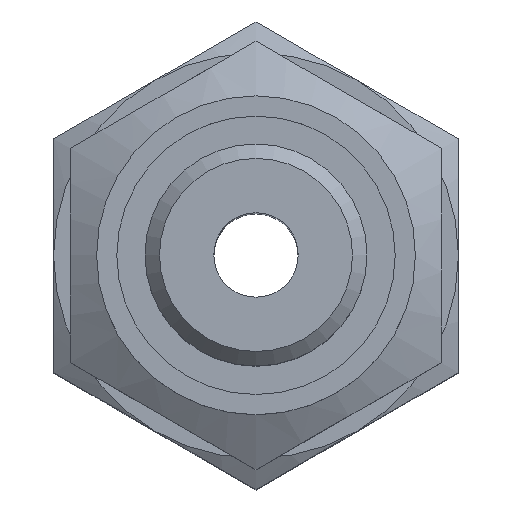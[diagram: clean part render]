
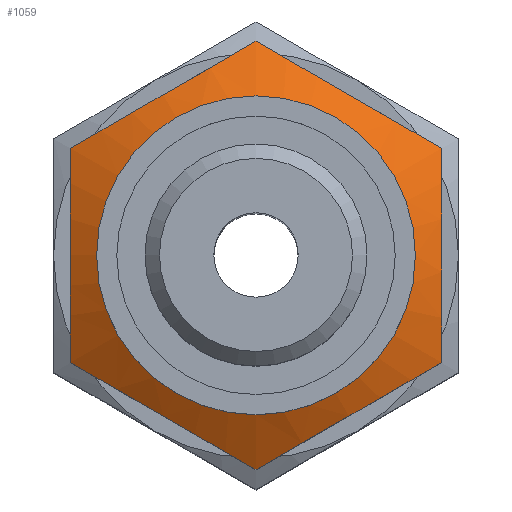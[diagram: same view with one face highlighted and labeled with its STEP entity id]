
A CAD part, top view. The second image highlights one B-rep face of the part: STEP entity #1059.
In plain terms, the highlighted conical face has half-angle 60 degrees and reference radius 12.702 mm.
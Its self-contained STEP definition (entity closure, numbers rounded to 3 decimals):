
#103=CIRCLE('',#1147,9.45);
#206=ORIENTED_EDGE('',*,*,#361,.T.);
#207=ORIENTED_EDGE('',*,*,#362,.F.);
#208=ORIENTED_EDGE('',*,*,#363,.F.);
#209=ORIENTED_EDGE('',*,*,#364,.F.);
#210=ORIENTED_EDGE('',*,*,#365,.F.);
#211=ORIENTED_EDGE('',*,*,#366,.F.);
#212=ORIENTED_EDGE('',*,*,#367,.F.);
#361=EDGE_CURVE('',#435,#435,#103,.T.);
#362=EDGE_CURVE('',#436,#437,#485,.T.);
#363=EDGE_CURVE('',#438,#436,#486,.T.);
#364=EDGE_CURVE('',#439,#438,#487,.T.);
#365=EDGE_CURVE('',#440,#439,#488,.T.);
#366=EDGE_CURVE('',#441,#440,#489,.T.);
#367=EDGE_CURVE('',#437,#441,#490,.T.);
#435=VERTEX_POINT('',#1625);
#436=VERTEX_POINT('',#1633);
#437=VERTEX_POINT('',#1634);
#438=VERTEX_POINT('',#1641);
#439=VERTEX_POINT('',#1648);
#440=VERTEX_POINT('',#1656);
#441=VERTEX_POINT('',#1663);
#485=B_SPLINE_CURVE_WITH_KNOTS('',3,(#1626,#1627,#1628,#1629,#1630,#1631,
#1632),.UNSPECIFIED.,.F.,.F.,(4,1,1,1,4),(0.014,0.017,
0.02,0.024,0.027),.UNSPECIFIED.);
#486=B_SPLINE_CURVE_WITH_KNOTS('',3,(#1635,#1636,#1637,#1638,#1639,#1640),
 .UNSPECIFIED.,.F.,.F.,(4,1,1,4),(0.,0.006,
0.01,0.013),.UNSPECIFIED.);
#487=B_SPLINE_CURVE_WITH_KNOTS('',3,(#1642,#1643,#1644,#1645,#1646,#1647),
 .UNSPECIFIED.,.F.,.F.,(4,1,1,4),(0.,0.006,
0.01,0.013),.UNSPECIFIED.);
#488=B_SPLINE_CURVE_WITH_KNOTS('',3,(#1649,#1650,#1651,#1652,#1653,#1654,
#1655),.UNSPECIFIED.,.F.,.F.,(4,1,1,1,4),(0.014,0.017,
0.02,0.024,0.027),.UNSPECIFIED.);
#489=B_SPLINE_CURVE_WITH_KNOTS('',3,(#1657,#1658,#1659,#1660,#1661,#1662),
 .UNSPECIFIED.,.F.,.F.,(4,1,1,4),(0.,0.006,
0.01,0.013),.UNSPECIFIED.);
#490=B_SPLINE_CURVE_WITH_KNOTS('',3,(#1664,#1665,#1666,#1667,#1668,#1669),
 .UNSPECIFIED.,.F.,.F.,(4,1,1,4),(0.,0.006,
0.01,0.013),.UNSPECIFIED.);
#535=EDGE_LOOP('',(#206));
#536=EDGE_LOOP('',(#207,#208,#209,#210,#211,#212));
#609=FACE_BOUND('',#535,.T.);
#610=FACE_BOUND('',#536,.T.);
#661=CONICAL_SURFACE('',#1146,12.702,1.047);
#1059=ADVANCED_FACE('',(#609,#610),#661,.T.);
#1146=AXIS2_PLACEMENT_3D('',#1623,#1299,#1300);
#1147=AXIS2_PLACEMENT_3D('',#1624,#1301,#1302);
#1299=DIRECTION('',(0.,0.,-1.));
#1300=DIRECTION('',(-1.,0.,0.));
#1301=DIRECTION('',(0.,0.,-1.));
#1302=DIRECTION('',(-1.,0.,0.));
#1623=CARTESIAN_POINT('',(0.,0.,-3.854));
#1624=CARTESIAN_POINT('',(0.,0.,-1.977));
#1625=CARTESIAN_POINT('',(-9.45,0.,-1.977));
#1626=CARTESIAN_POINT('',(-11.,-6.351,-3.854));
#1627=CARTESIAN_POINT('',(-11.,-5.317,-3.555));
#1628=CARTESIAN_POINT('',(-11.,-3.234,-3.061));
#1629=CARTESIAN_POINT('',(-11.,-0.003,-2.777));
#1630=CARTESIAN_POINT('',(-11.,3.236,-3.061));
#1631=CARTESIAN_POINT('',(-11.,5.317,-3.556));
#1632=CARTESIAN_POINT('',(-11.,6.351,-3.854));
#1633=CARTESIAN_POINT('',(-11.,-6.351,-3.854));
#1634=CARTESIAN_POINT('',(-11.,6.351,-3.854));
#1635=CARTESIAN_POINT('',(0.,-12.702,-3.854));
#1636=CARTESIAN_POINT('',(-1.796,-11.665,-3.255));
#1637=CARTESIAN_POINT('',(-4.546,-10.077,-2.682));
#1638=CARTESIAN_POINT('',(-8.293,-7.914,-3.059));
#1639=CARTESIAN_POINT('',(-10.101,-6.87,-3.554));
#1640=CARTESIAN_POINT('',(-11.,-6.351,-3.854));
#1641=CARTESIAN_POINT('',(0.,-12.702,-3.854));
#1642=CARTESIAN_POINT('',(11.,-6.351,-3.854));
#1643=CARTESIAN_POINT('',(9.204,-7.388,-3.255));
#1644=CARTESIAN_POINT('',(6.454,-8.976,-2.682));
#1645=CARTESIAN_POINT('',(2.707,-11.139,-3.059));
#1646=CARTESIAN_POINT('',(0.899,-12.183,-3.554));
#1647=CARTESIAN_POINT('',(0.,-12.702,-3.854));
#1648=CARTESIAN_POINT('',(11.,-6.351,-3.854));
#1649=CARTESIAN_POINT('',(11.,6.351,-3.854));
#1650=CARTESIAN_POINT('',(11.,5.317,-3.555));
#1651=CARTESIAN_POINT('',(11.,3.234,-3.061));
#1652=CARTESIAN_POINT('',(11.,0.003,-2.777));
#1653=CARTESIAN_POINT('',(11.,-3.236,-3.061));
#1654=CARTESIAN_POINT('',(11.,-5.317,-3.556));
#1655=CARTESIAN_POINT('',(11.,-6.351,-3.854));
#1656=CARTESIAN_POINT('',(11.,6.351,-3.854));
#1657=CARTESIAN_POINT('',(0.,12.702,-3.854));
#1658=CARTESIAN_POINT('',(1.796,11.665,-3.255));
#1659=CARTESIAN_POINT('',(4.546,10.077,-2.682));
#1660=CARTESIAN_POINT('',(8.293,7.914,-3.059));
#1661=CARTESIAN_POINT('',(10.101,6.87,-3.554));
#1662=CARTESIAN_POINT('',(11.,6.351,-3.854));
#1663=CARTESIAN_POINT('',(0.,12.702,-3.854));
#1664=CARTESIAN_POINT('',(-11.,6.351,-3.854));
#1665=CARTESIAN_POINT('',(-9.204,7.388,-3.255));
#1666=CARTESIAN_POINT('',(-6.454,8.976,-2.682));
#1667=CARTESIAN_POINT('',(-2.707,11.139,-3.059));
#1668=CARTESIAN_POINT('',(-0.899,12.183,-3.554));
#1669=CARTESIAN_POINT('',(0.,12.702,-3.854));
